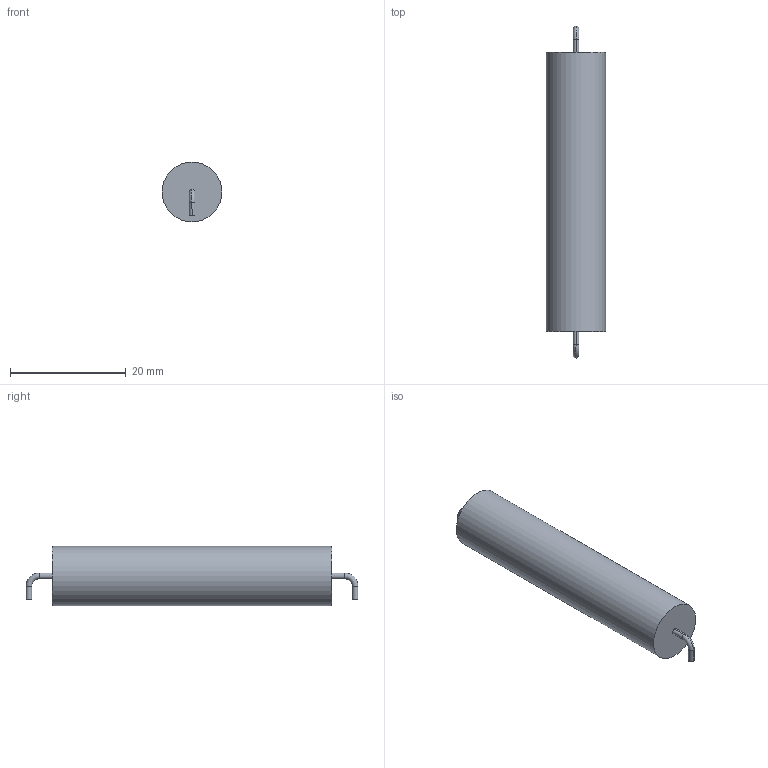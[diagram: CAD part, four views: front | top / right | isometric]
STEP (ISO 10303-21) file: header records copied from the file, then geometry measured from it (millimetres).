
FILE_DESCRIPTION(('FreeCAD Model'),'2;1');
FILE_NAME('R_30J.step','2018-02-22T18:04:51',( 'kicad StepUp'),('ksu MCAD'),'Open CASCADE STEP processor 6.8', 'FreeCAD','Unknown');
FILE_SCHEMA(('AUTOMOTIVE_DESIGN_CC2 { 1 2 10303 214 -1 1 5 4 }'));
Length unit declared in the file: millimetre
Products named in the file (1): R_30J
Bounding box: 10.31 x 57.4 x 10.31 mm (x, y, z)
Volume: 4042.8 mm3; surface area: 1780.8 mm2
Topology: 3 solids, 3 shells, 19 faces, 31 edges, 18 vertices
Faces by surface type: cylinder 9, plane 6, torus 4
Full cylindrical faces by diameter (mm): 10.312 x1
Entity records: 584 total; most frequent: DIRECTION 92, CARTESIAN_POINT 70, ORIENTED_EDGE 62, AXIS2_PLACEMENT_3D 42, EDGE_CURVE 31, CIRCLE 22, ADVANCED_FACE 19, FACE_BOUND 19
